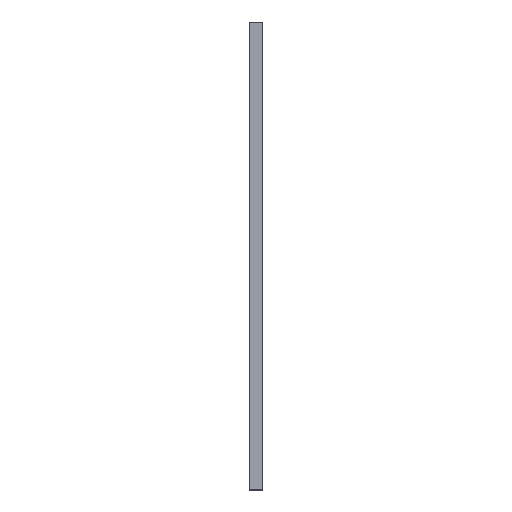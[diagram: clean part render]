
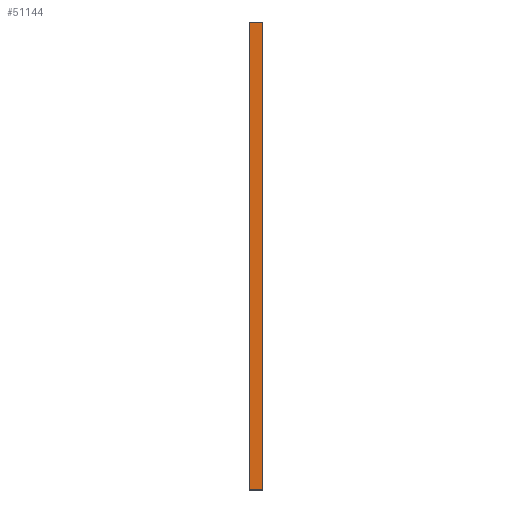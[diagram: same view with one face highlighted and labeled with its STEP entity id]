
A CAD part, front view. The second image highlights one B-rep face of the part: STEP entity #51144.
In plain terms, the highlighted planar face has unit normal (0, -1, 0).
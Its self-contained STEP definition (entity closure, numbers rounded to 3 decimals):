
#38397 = PLANE('',#38398);
#38398 = AXIS2_PLACEMENT_3D('',#38399,#38400,#38401);
#38399 = CARTESIAN_POINT('',(4.,-8.95,0.05));
#38400 = DIRECTION('',(0.,0.707,0.707));
#38401 = DIRECTION('',(1.,0.,0.));
#38756 = PLANE('',#38757);
#38757 = AXIS2_PLACEMENT_3D('',#38758,#38759,#38760);
#38758 = CARTESIAN_POINT('',(4.,-8.95,274.95));
#38759 = DIRECTION('',(0.,-0.707,
    0.707));
#38760 = DIRECTION('',(1.,0.,0.));
#39094 = PLANE('',#39095);
#39095 = AXIS2_PLACEMENT_3D('',#39096,#39097,#39098);
#39096 = CARTESIAN_POINT('',(-3.9,-8.9,0.));
#39097 = DIRECTION('',(-0.707,-0.707,
    0.));
#39098 = DIRECTION('',(0.,0.,1.));
#43647 = VERTEX_POINT('',#43648);
#43648 = CARTESIAN_POINT('',(3.9,-9.,0.1));
#43669 = EDGE_CURVE('',#43647,#43670,#43672,.T.);
#43670 = VERTEX_POINT('',#43671);
#43671 = CARTESIAN_POINT('',(-3.8,-9.,0.1));
#43672 = SURFACE_CURVE('',#43673,(#43677,#43684),.PCURVE_S1.);
#43673 = LINE('',#43674,#43675);
#43674 = CARTESIAN_POINT('',(4.,-9.,0.1));
#43675 = VECTOR('',#43676,1.);
#43676 = DIRECTION('',(-1.,0.,0.));
#43677 = PCURVE('',#38397,#43678);
#43678 = DEFINITIONAL_REPRESENTATION('',(#43679),#43683);
#43679 = LINE('',#43680,#43681);
#43680 = CARTESIAN_POINT('',(0.,-0.071));
#43681 = VECTOR('',#43682,1.);
#43682 = DIRECTION('',(-1.,0.));
#43683 = ( GEOMETRIC_REPRESENTATION_CONTEXT(2) 
PARAMETRIC_REPRESENTATION_CONTEXT() REPRESENTATION_CONTEXT('2D SPACE',''
  ) );
#43684 = PCURVE('',#43685,#43690);
#43685 = PLANE('',#43686);
#43686 = AXIS2_PLACEMENT_3D('',#43687,#43688,#43689);
#43687 = CARTESIAN_POINT('',(4.,-9.,0.));
#43688 = DIRECTION('',(0.,-1.,0.));
#43689 = DIRECTION('',(-1.,0.,0.));
#43690 = DEFINITIONAL_REPRESENTATION('',(#43691),#43695);
#43691 = LINE('',#43692,#43693);
#43692 = CARTESIAN_POINT('',(0.,-0.1));
#43693 = VECTOR('',#43694,1.);
#43694 = DIRECTION('',(1.,0.));
#43695 = ( GEOMETRIC_REPRESENTATION_CONTEXT(2) 
PARAMETRIC_REPRESENTATION_CONTEXT() REPRESENTATION_CONTEXT('2D SPACE',''
  ) );
#43995 = VERTEX_POINT('',#43996);
#43996 = CARTESIAN_POINT('',(3.9,-9.,274.9));
#44017 = EDGE_CURVE('',#43995,#44018,#44020,.T.);
#44018 = VERTEX_POINT('',#44019);
#44019 = CARTESIAN_POINT('',(-3.8,-9.,274.9));
#44020 = SURFACE_CURVE('',#44021,(#44025,#44032),.PCURVE_S1.);
#44021 = LINE('',#44022,#44023);
#44022 = CARTESIAN_POINT('',(4.,-9.,274.9));
#44023 = VECTOR('',#44024,1.);
#44024 = DIRECTION('',(-1.,0.,0.));
#44025 = PCURVE('',#38756,#44026);
#44026 = DEFINITIONAL_REPRESENTATION('',(#44027),#44031);
#44027 = LINE('',#44028,#44029);
#44028 = CARTESIAN_POINT('',(0.,-0.071));
#44029 = VECTOR('',#44030,1.);
#44030 = DIRECTION('',(-1.,0.));
#44031 = ( GEOMETRIC_REPRESENTATION_CONTEXT(2) 
PARAMETRIC_REPRESENTATION_CONTEXT() REPRESENTATION_CONTEXT('2D SPACE',''
  ) );
#44032 = PCURVE('',#43685,#44033);
#44033 = DEFINITIONAL_REPRESENTATION('',(#44034),#44038);
#44034 = LINE('',#44035,#44036);
#44035 = CARTESIAN_POINT('',(0.,-274.9));
#44036 = VECTOR('',#44037,1.);
#44037 = DIRECTION('',(1.,0.));
#44038 = ( GEOMETRIC_REPRESENTATION_CONTEXT(2) 
PARAMETRIC_REPRESENTATION_CONTEXT() REPRESENTATION_CONTEXT('2D SPACE',''
  ) );
#44119 = EDGE_CURVE('',#43670,#44018,#44120,.T.);
#44120 = SURFACE_CURVE('',#44121,(#44125,#44132),.PCURVE_S1.);
#44121 = LINE('',#44122,#44123);
#44122 = CARTESIAN_POINT('',(-3.8,-9.,0.));
#44123 = VECTOR('',#44124,1.);
#44124 = DIRECTION('',(0.,0.,1.));
#44125 = PCURVE('',#39094,#44126);
#44126 = DEFINITIONAL_REPRESENTATION('',(#44127),#44131);
#44127 = LINE('',#44128,#44129);
#44128 = CARTESIAN_POINT('',(0.,-0.141));
#44129 = VECTOR('',#44130,1.);
#44130 = DIRECTION('',(1.,0.));
#44131 = ( GEOMETRIC_REPRESENTATION_CONTEXT(2) 
PARAMETRIC_REPRESENTATION_CONTEXT() REPRESENTATION_CONTEXT('2D SPACE',''
  ) );
#44132 = PCURVE('',#43685,#44133);
#44133 = DEFINITIONAL_REPRESENTATION('',(#44134),#44138);
#44134 = LINE('',#44135,#44136);
#44135 = CARTESIAN_POINT('',(7.8,0.));
#44136 = VECTOR('',#44137,1.);
#44137 = DIRECTION('',(0.,-1.));
#44138 = ( GEOMETRIC_REPRESENTATION_CONTEXT(2) 
PARAMETRIC_REPRESENTATION_CONTEXT() REPRESENTATION_CONTEXT('2D SPACE',''
  ) );
#50765 = PLANE('',#50766);
#50766 = AXIS2_PLACEMENT_3D('',#50767,#50768,#50769);
#50767 = CARTESIAN_POINT('',(3.95,-8.95,0.));
#50768 = DIRECTION('',(0.707,-0.707,0.));
#50769 = DIRECTION('',(0.,0.,1.));
#51144 = ADVANCED_FACE('',(#51145),#43685,.T.);
#51145 = FACE_BOUND('',#51146,.T.);
#51146 = EDGE_LOOP('',(#51147,#51168,#51169,#51170));
#51147 = ORIENTED_EDGE('',*,*,#51148,.T.);
#51148 = EDGE_CURVE('',#43647,#43995,#51149,.T.);
#51149 = SURFACE_CURVE('',#51150,(#51154,#51161),.PCURVE_S1.);
#51150 = LINE('',#51151,#51152);
#51151 = CARTESIAN_POINT('',(3.9,-9.,0.));
#51152 = VECTOR('',#51153,1.);
#51153 = DIRECTION('',(0.,0.,1.));
#51154 = PCURVE('',#43685,#51155);
#51155 = DEFINITIONAL_REPRESENTATION('',(#51156),#51160);
#51156 = LINE('',#51157,#51158);
#51157 = CARTESIAN_POINT('',(0.1,0.));
#51158 = VECTOR('',#51159,1.);
#51159 = DIRECTION('',(0.,-1.));
#51160 = ( GEOMETRIC_REPRESENTATION_CONTEXT(2) 
PARAMETRIC_REPRESENTATION_CONTEXT() REPRESENTATION_CONTEXT('2D SPACE',''
  ) );
#51161 = PCURVE('',#50765,#51162);
#51162 = DEFINITIONAL_REPRESENTATION('',(#51163),#51167);
#51163 = LINE('',#51164,#51165);
#51164 = CARTESIAN_POINT('',(0.,0.071));
#51165 = VECTOR('',#51166,1.);
#51166 = DIRECTION('',(1.,0.));
#51167 = ( GEOMETRIC_REPRESENTATION_CONTEXT(2) 
PARAMETRIC_REPRESENTATION_CONTEXT() REPRESENTATION_CONTEXT('2D SPACE',''
  ) );
#51168 = ORIENTED_EDGE('',*,*,#44017,.T.);
#51169 = ORIENTED_EDGE('',*,*,#44119,.F.);
#51170 = ORIENTED_EDGE('',*,*,#43669,.F.);
